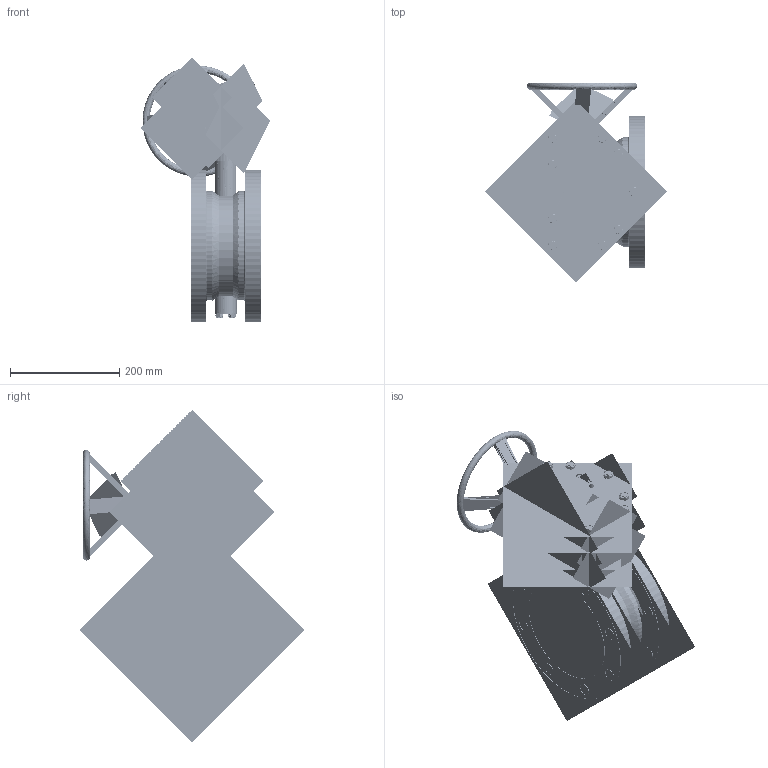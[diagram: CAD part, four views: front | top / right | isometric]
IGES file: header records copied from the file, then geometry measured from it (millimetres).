
Start section:  PTC IGES file: class_250ii_fl_x_fl-06-inch-han_asm.igs
Global section: file name: class_250ii_fl_x_fl-06-inch-han_asm.igs; native system: Creo Parametric by Parametric Technology Corporation; preprocessor: 2013050; author: HAPPY; organization: Unknown; date: 20161214.164008; units: inch
Bounding box: 333.78 x 411.01 x 608.56 mm (x, y, z)
Volume: 6122968 mm3; surface area: 4459273 mm2
Topology: 21 solids, 21 shells, 5056 faces, 27820 edges, 36380 vertices
Faces by surface type: revolution 4454, bspline 602
